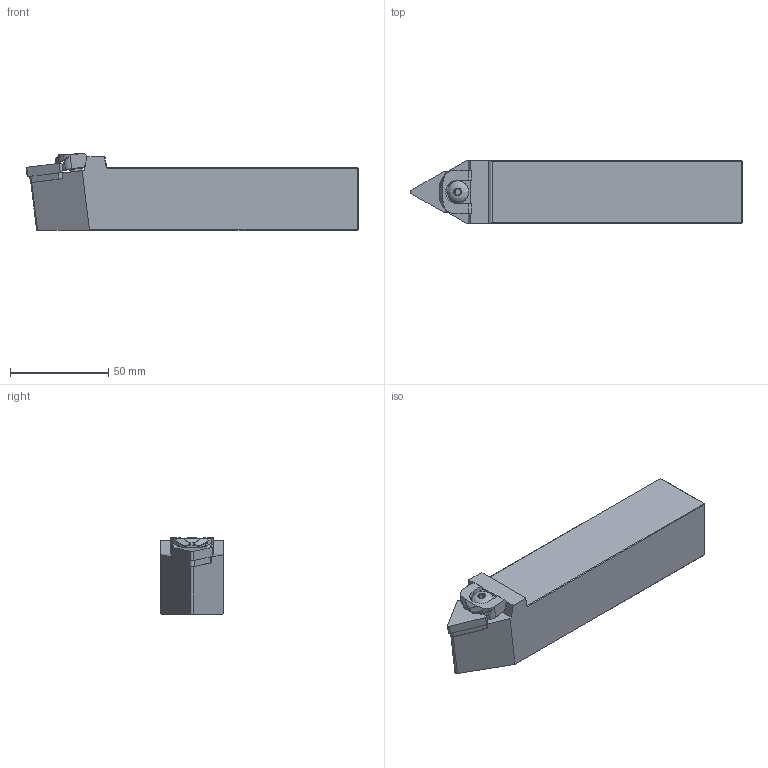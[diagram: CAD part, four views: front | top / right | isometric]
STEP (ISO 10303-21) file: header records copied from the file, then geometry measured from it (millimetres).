
FILE_DESCRIPTION(/* description */ (''),/* implementation_level */ '2;1');
FILE_NAME(/* name */ 'MTENN-3232-P22.stp',/* time_stamp */ '2023-10-04T09:57:31+03:00',/* author */ (''),/* organization */ (''),/* preprocessor_version */ 'ST-DEVELOPER v19.4',/* originating_system */ 'SIEMENS PLM Software NX2306.3001',/* authorisation */ '');
FILE_SCHEMA (('AUTOMOTIVE_DESIGN { 1 0 10303 214 3 1 1 1 }'));
Length unit declared in the file: millimetre
Products named in the file (1): MTENN-3232-P22
Bounding box: 169.21 x 32 x 39.16 mm (x, y, z)
Volume: 159910.1 mm3; surface area: 23812.2 mm2
Topology: 2 solids, 2 shells, 171 faces, 442 edges, 274 vertices
Faces by surface type: plane 77, cylinder 61, bspline 21, torus 6, cone 3, sphere 2, extrusion 1
Full cylindrical faces by diameter (mm): 5.9 x1
Entity records: 5613 total; most frequent: CARTESIAN_POINT 1473, ORIENTED_EDGE 874, DIRECTION 855, EDGE_CURVE 437, AXIS2_PLACEMENT_3D 303, VERTEX_POINT 272, VECTOR 249, LINE 248
